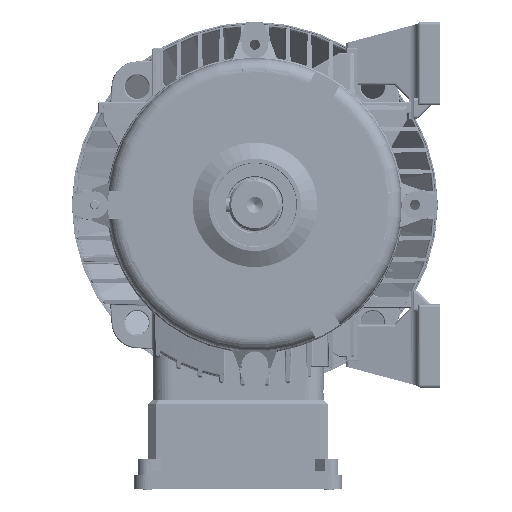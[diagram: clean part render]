
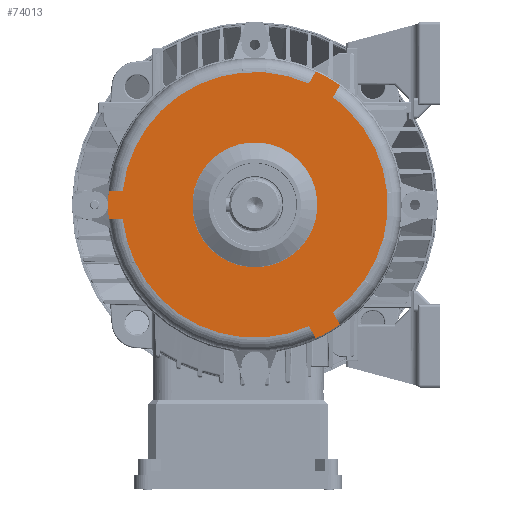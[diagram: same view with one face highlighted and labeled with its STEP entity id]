
A CAD part, left-side view. The second image highlights one B-rep face of the part: STEP entity #74013.
In plain terms, the highlighted planar face has unit normal (-1, 0, 0).
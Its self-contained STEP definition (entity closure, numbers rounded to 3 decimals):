
#3279 = CIRCLE ( 'NONE', #7298, 143.5 ) ;
#4062 = ORIENTED_EDGE ( 'NONE', *, *, #58919, .T. ) ;
#5064 = ORIENTED_EDGE ( 'NONE', *, *, #173798, .T. ) ;
#5226 = DIRECTION ( 'NONE',  ( 0., 0., -1. ) ) ;
#6129 = DIRECTION ( 'NONE',  ( 0., 0., 1. ) ) ;
#6924 = CIRCLE ( 'NONE', #241300, 67.588 ) ;
#7298 = AXIS2_PLACEMENT_3D ( 'NONE', #140285, #27832, #215011 ) ;
#9823 = DIRECTION ( 'NONE',  ( -1., 0., 0. ) ) ;
#12726 = CARTESIAN_POINT ( 'NONE',  ( 10., 0., 67.588 ) ) ;
#13940 = VERTEX_POINT ( 'NONE', #191314 ) ;
#14903 = EDGE_CURVE ( 'NONE', #163475, #43807, #143734, .T. ) ;
#20275 = ORIENTED_EDGE ( 'NONE', *, *, #156614, .T. ) ;
#27832 = DIRECTION ( 'NONE',  ( -1., 0., 0. ) ) ;
#30272 = DIRECTION ( 'NONE',  ( 0., 0., 1. ) ) ;
#31934 = AXIS2_PLACEMENT_3D ( 'NONE', #98118, #172783, #5226 ) ;
#32562 = ORIENTED_EDGE ( 'NONE', *, *, #113035, .T. ) ;
#36453 = ORIENTED_EDGE ( 'NONE', *, *, #204049, .T. ) ;
#36512 = EDGE_CURVE ( 'NONE', #43807, #223665, #73064, .T. ) ;
#39044 = EDGE_CURVE ( 'NONE', #223383, #166293, #6924, .T. ) ;
#43529 = CARTESIAN_POINT ( 'NONE',  ( 10., 111.521, -90.307 ) ) ;
#43807 = VERTEX_POINT ( 'NONE', #137048 ) ;
#49759 = DIRECTION ( 'NONE',  ( -1., 0., 0. ) ) ;
#49791 = CARTESIAN_POINT ( 'NONE',  ( 10., 26.35, 156.294 ) ) ;
#50484 = ORIENTED_EDGE ( 'NONE', *, *, #56366, .T. ) ;
#51703 = VERTEX_POINT ( 'NONE', #49791 ) ;
#51961 = EDGE_CURVE ( 'NONE', #13940, #119483, #75353, .T. ) ;
#54496 = VERTEX_POINT ( 'NONE', #152236 ) ;
#56366 = EDGE_CURVE ( 'NONE', #62572, #54496, #164885, .T. ) ;
#57976 = CIRCLE ( 'NONE', #237755, 158.5 ) ;
#58919 = EDGE_CURVE ( 'NONE', #223665, #226852, #67435, .T. ) ;
#60413 = CARTESIAN_POINT ( 'NONE',  ( 10., 0., 0. ) ) ;
#61789 = LINE ( 'NONE', #227052, #242001 ) ;
#62572 = VERTEX_POINT ( 'NONE', #193976 ) ;
#66416 = ORIENTED_EDGE ( 'NONE', *, *, #116349, .T. ) ;
#66984 = DIRECTION ( 'NONE',  ( -1., 0., 0. ) ) ;
#67435 = LINE ( 'NONE', #216708, #146088 ) ;
#67714 = EDGE_CURVE ( 'NONE', #122432, #62572, #3279, .T. ) ;
#68826 = DIRECTION ( 'NONE',  ( -1., 0., 0. ) ) ;
#69336 = CARTESIAN_POINT ( 'NONE',  ( 10., 0., 0. ) ) ;
#69447 = AXIS2_PLACEMENT_3D ( 'NONE', #60413, #210932, #172960 ) ;
#70273 = DIRECTION ( 'NONE',  ( 0., 0.707, -0.707 ) ) ;
#70608 = CIRCLE ( 'NONE', #155924, 143.5 ) ;
#73064 = CIRCLE ( 'NONE', #217725, 143.5 ) ;
#74013 = ADVANCED_FACE ( 'NONE', ( #162884, #238848 ), #237612, .F. ) ;
#75353 = LINE ( 'NONE', #170715, #193514 ) ;
#79348 = CARTESIAN_POINT ( 'NONE',  ( 10., 0., 0. ) ) ;
#81620 = CARTESIAN_POINT ( 'NONE',  ( 10., 0., 0. ) ) ;
#82007 = CARTESIAN_POINT ( 'NONE',  ( 10., 22.448, 141.733 ) ) ;
#82287 = VERTEX_POINT ( 'NONE', #84333 ) ;
#84333 = CARTESIAN_POINT ( 'NONE',  ( 10., 122.18, -100.967 ) ) ;
#86453 = VERTEX_POINT ( 'NONE', #119242 ) ;
#90200 = ORIENTED_EDGE ( 'NONE', *, *, #67714, .T. ) ;
#91363 = ORIENTED_EDGE ( 'NONE', *, *, #213993, .T. ) ;
#92147 = AXIS2_PLACEMENT_3D ( 'NONE', #81620, #49759, #217386 ) ;
#92341 = ORIENTED_EDGE ( 'NONE', *, *, #14903, .T. ) ;
#94684 = AXIS2_PLACEMENT_3D ( 'NONE', #240032, #148133, #144519 ) ;
#95414 = DIRECTION ( 'NONE',  ( -1., 0., 0. ) ) ;
#98118 = CARTESIAN_POINT ( 'NONE',  ( 10., 0., 0. ) ) ;
#103180 = ORIENTED_EDGE ( 'NONE', *, *, #39044, .T. ) ;
#109816 = CARTESIAN_POINT ( 'NONE',  ( 10., 111.521, -90.307 ) ) ;
#113035 = EDGE_CURVE ( 'NONE', #121647, #82287, #211148, .T. ) ;
#116349 = EDGE_CURVE ( 'NONE', #86453, #122432, #61789, .T. ) ;
#116497 = ORIENTED_EDGE ( 'NONE', *, *, #160298, .T. ) ;
#116868 = DIRECTION ( 'NONE',  ( 0., -0.259, -0.966 ) ) ;
#117415 = CARTESIAN_POINT ( 'NONE',  ( 10., 0., 0. ) ) ;
#118833 = DIRECTION ( 'NONE',  ( 0., -0.966, -0.259 ) ) ;
#119242 = CARTESIAN_POINT ( 'NONE',  ( 10., -156.294, -26.35 ) ) ;
#119483 = VERTEX_POINT ( 'NONE', #199713 ) ;
#121647 = VERTEX_POINT ( 'NONE', #109816 ) ;
#122432 = VERTEX_POINT ( 'NONE', #156854 ) ;
#127464 = CARTESIAN_POINT ( 'NONE',  ( 10., 0., 0. ) ) ;
#137036 = LINE ( 'NONE', #82007, #191187 ) ;
#137048 = CARTESIAN_POINT ( 'NONE',  ( 10., 90.307, -111.521 ) ) ;
#140285 = CARTESIAN_POINT ( 'NONE',  ( 10., 0., 0. ) ) ;
#140643 = CARTESIAN_POINT ( 'NONE',  ( 10., 0., 0. ) ) ;
#141194 = CIRCLE ( 'NONE', #31934, 67.588 ) ;
#143734 = LINE ( 'NONE', #164564, #192078 ) ;
#144519 = DIRECTION ( 'NONE',  ( 0., 0., -1. ) ) ;
#146088 = VECTOR ( 'NONE', #118833, 1000. ) ;
#146961 = CIRCLE ( 'NONE', #92147, 158.5 ) ;
#148002 = VECTOR ( 'NONE', #70273, 1000. ) ;
#148133 = DIRECTION ( 'NONE',  ( 1., 0., 0. ) ) ;
#152236 = CARTESIAN_POINT ( 'NONE',  ( 10., 22.448, 141.733 ) ) ;
#153920 = DIRECTION ( 'NONE',  ( 1., 0., 0. ) ) ;
#155924 = AXIS2_PLACEMENT_3D ( 'NONE', #117415, #95414, #6129 ) ;
#155936 = DIRECTION ( 'NONE',  ( 0., 0.966, 0.259 ) ) ;
#156614 = EDGE_CURVE ( 'NONE', #82287, #163475, #146961, .T. ) ;
#156615 = DIRECTION ( 'NONE',  ( 0., 0.259, 0.966 ) ) ;
#156854 = CARTESIAN_POINT ( 'NONE',  ( 10., -141.733, -22.448 ) ) ;
#160298 = EDGE_CURVE ( 'NONE', #54496, #51703, #137036, .T. ) ;
#162884 = FACE_BOUND ( 'NONE', #190905, .T. ) ;
#163475 = VERTEX_POINT ( 'NONE', #221359 ) ;
#164564 = CARTESIAN_POINT ( 'NONE',  ( 10., 90.307, -111.521 ) ) ;
#164885 = CIRCLE ( 'NONE', #192156, 143.5 ) ;
#165421 = DIRECTION ( 'NONE',  ( 0., 0.866, -0.5 ) ) ;
#166293 = VERTEX_POINT ( 'NONE', #12726 ) ;
#170715 = CARTESIAN_POINT ( 'NONE',  ( 10., 51.426, 133.969 ) ) ;
#172783 = DIRECTION ( 'NONE',  ( 1., 0., 0. ) ) ;
#172960 = DIRECTION ( 'NONE',  ( 0., -0.866, -0.5 ) ) ;
#173798 = EDGE_CURVE ( 'NONE', #119483, #121647, #70608, .T. ) ;
#189553 = ORIENTED_EDGE ( 'NONE', *, *, #51961, .T. ) ;
#189861 = ORIENTED_EDGE ( 'NONE', *, *, #192780, .T. ) ;
#190905 = EDGE_LOOP ( 'NONE', ( #103180, #189861 ) ) ;
#191187 = VECTOR ( 'NONE', #156615, 1000. ) ;
#191314 = CARTESIAN_POINT ( 'NONE',  ( 10., 55.328, 148.53 ) ) ;
#192078 = VECTOR ( 'NONE', #238061, 1000. ) ;
#192156 = AXIS2_PLACEMENT_3D ( 'NONE', #140643, #9823, #217719 ) ;
#192780 = EDGE_CURVE ( 'NONE', #166293, #223383, #141194, .T. ) ;
#192828 = EDGE_LOOP ( 'NONE', ( #207095, #4062, #36453, #66416, #90200, #50484, #116497, #91363, #189553, #5064, #32562, #20275, #92341 ) ) ;
#193514 = VECTOR ( 'NONE', #116868, 1000. ) ;
#193976 = CARTESIAN_POINT ( 'NONE',  ( 10., 0., 143.5 ) ) ;
#194523 = CIRCLE ( 'NONE', #69447, 158.5 ) ;
#199713 = CARTESIAN_POINT ( 'NONE',  ( 10., 51.426, 133.969 ) ) ;
#204049 = EDGE_CURVE ( 'NONE', #226852, #86453, #57976, .T. ) ;
#207095 = ORIENTED_EDGE ( 'NONE', *, *, #36512, .T. ) ;
#210932 = DIRECTION ( 'NONE',  ( -1., 0., 0. ) ) ;
#211148 = LINE ( 'NONE', #43529, #148002 ) ;
#213993 = EDGE_CURVE ( 'NONE', #51703, #13940, #194523, .T. ) ;
#215011 = DIRECTION ( 'NONE',  ( 0., 0., 1. ) ) ;
#216708 = CARTESIAN_POINT ( 'NONE',  ( 10., -133.969, -51.426 ) ) ;
#216945 = CARTESIAN_POINT ( 'NONE',  ( 10., -148.53, -55.328 ) ) ;
#217386 = DIRECTION ( 'NONE',  ( 0., 0., 1. ) ) ;
#217719 = DIRECTION ( 'NONE',  ( 0., 0., 1. ) ) ;
#217725 = AXIS2_PLACEMENT_3D ( 'NONE', #69336, #66984, #30272 ) ;
#221359 = CARTESIAN_POINT ( 'NONE',  ( 10., 100.967, -122.18 ) ) ;
#223383 = VERTEX_POINT ( 'NONE', #227969 ) ;
#223665 = VERTEX_POINT ( 'NONE', #232246 ) ;
#226852 = VERTEX_POINT ( 'NONE', #216945 ) ;
#227052 = CARTESIAN_POINT ( 'NONE',  ( 10., -141.733, -22.448 ) ) ;
#227969 = CARTESIAN_POINT ( 'NONE',  ( 10., 0., -67.588 ) ) ;
#228662 = DIRECTION ( 'NONE',  ( 0., 0., -1. ) ) ;
#232246 = CARTESIAN_POINT ( 'NONE',  ( 10., -133.969, -51.426 ) ) ;
#237612 = PLANE ( 'NONE',  #94684 ) ;
#237755 = AXIS2_PLACEMENT_3D ( 'NONE', #127464, #68826, #165421 ) ;
#238061 = DIRECTION ( 'NONE',  ( 0., -0.707, 0.707 ) ) ;
#238848 = FACE_OUTER_BOUND ( 'NONE', #192828, .T. ) ;
#240032 = CARTESIAN_POINT ( 'NONE',  ( 10., 67.321, 0. ) ) ;
#241300 = AXIS2_PLACEMENT_3D ( 'NONE', #79348, #153920, #228662 ) ;
#242001 = VECTOR ( 'NONE', #155936, 1000. ) ;
